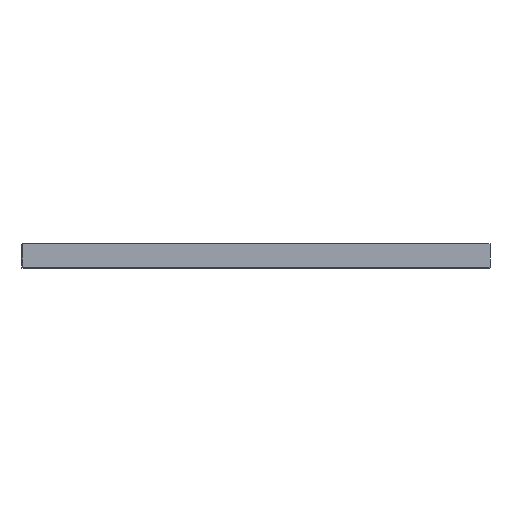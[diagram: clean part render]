
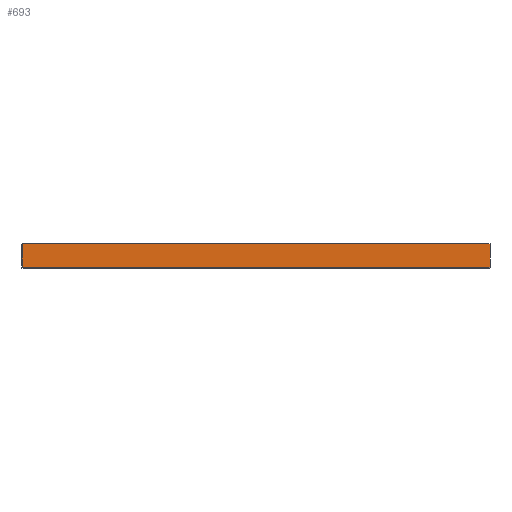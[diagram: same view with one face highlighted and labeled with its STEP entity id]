
A CAD part, top view. The second image highlights one B-rep face of the part: STEP entity #693.
In plain terms, the highlighted planar face has unit normal (0, 0, 1).
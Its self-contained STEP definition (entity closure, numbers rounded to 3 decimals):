
#64 = ORIENTED_EDGE ( 'NONE', *, *, #1485, .F. ) ;
#169 = DIRECTION ( 'NONE',  ( 1., 0., 0. ) ) ;
#189 = PLANE ( 'NONE',  #1098 ) ;
#272 = VECTOR ( 'NONE', #1981, 1000. ) ;
#288 = CARTESIAN_POINT ( 'NONE',  ( 61., 0., 56. ) ) ;
#489 = CARTESIAN_POINT ( 'NONE',  ( -61., 0., 56. ) ) ;
#582 = LINE ( 'NONE', #1933, #272 ) ;
#671 = VERTEX_POINT ( 'NONE', #1685 ) ;
#693 = ADVANCED_FACE ( 'NONE', ( #1528 ), #189, .F. ) ;
#831 = VERTEX_POINT ( 'NONE', #1929 ) ;
#867 = CARTESIAN_POINT ( 'NONE',  ( -61., 6.2, 56. ) ) ;
#869 = CARTESIAN_POINT ( 'NONE',  ( -61., 6.2, 56. ) ) ;
#939 = DIRECTION ( 'NONE',  ( 0., -1., 0. ) ) ;
#1098 = AXIS2_PLACEMENT_3D ( 'NONE', #869, #1373, #1880 ) ;
#1275 = VERTEX_POINT ( 'NONE', #1949 ) ;
#1291 = LINE ( 'NONE', #1419, #1764 ) ;
#1346 = LINE ( 'NONE', #489, #1366 ) ;
#1366 = VECTOR ( 'NONE', #169, 1000. ) ;
#1368 = LINE ( 'NONE', #867, #1833 ) ;
#1372 = EDGE_CURVE ( 'NONE', #1275, #671, #1368, .T. ) ;
#1373 = DIRECTION ( 'NONE',  ( 0., 0., -1. ) ) ;
#1419 = CARTESIAN_POINT ( 'NONE',  ( 61., 6.2, 56. ) ) ;
#1443 = ORIENTED_EDGE ( 'NONE', *, *, #1769, .F. ) ;
#1485 = EDGE_CURVE ( 'NONE', #831, #1829, #1291, .T. ) ;
#1528 = FACE_OUTER_BOUND ( 'NONE', #1856, .T. ) ;
#1553 = DIRECTION ( 'NONE',  ( 0., -1., 0. ) ) ;
#1616 = ORIENTED_EDGE ( 'NONE', *, *, #1372, .T. ) ;
#1685 = CARTESIAN_POINT ( 'NONE',  ( -61., 0., 56. ) ) ;
#1764 = VECTOR ( 'NONE', #939, 1000. ) ;
#1769 = EDGE_CURVE ( 'NONE', #1275, #831, #582, .T. ) ;
#1829 = VERTEX_POINT ( 'NONE', #288 ) ;
#1833 = VECTOR ( 'NONE', #1553, 1000. ) ;
#1856 = EDGE_LOOP ( 'NONE', ( #1869, #64, #1443, #1616 ) ) ;
#1869 = ORIENTED_EDGE ( 'NONE', *, *, #1999, .T. ) ;
#1880 = DIRECTION ( 'NONE',  ( -1., 0., 0. ) ) ;
#1929 = CARTESIAN_POINT ( 'NONE',  ( 61., 6.2, 56. ) ) ;
#1933 = CARTESIAN_POINT ( 'NONE',  ( -61., 6.2, 56. ) ) ;
#1949 = CARTESIAN_POINT ( 'NONE',  ( -61., 6.2, 56. ) ) ;
#1981 = DIRECTION ( 'NONE',  ( 1., 0., 0. ) ) ;
#1999 = EDGE_CURVE ( 'NONE', #671, #1829, #1346, .T. ) ;
